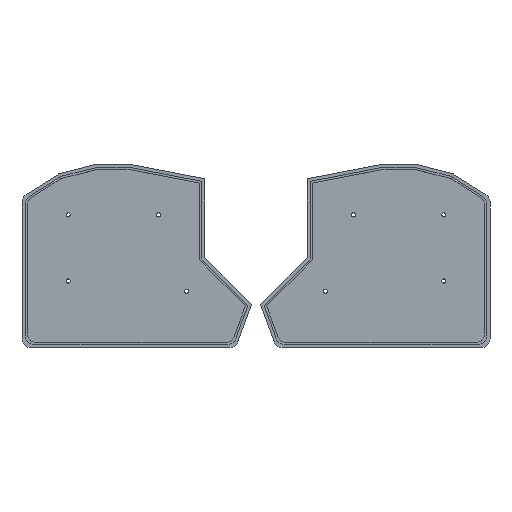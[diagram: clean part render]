
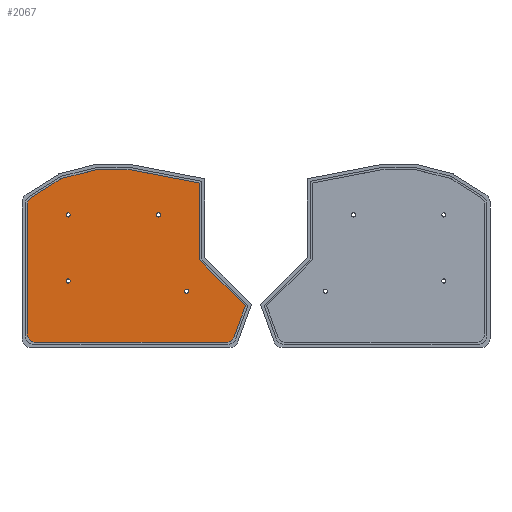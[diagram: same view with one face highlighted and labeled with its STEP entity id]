
A CAD part, top view. The second image highlights one B-rep face of the part: STEP entity #2067.
In plain terms, the highlighted planar face has unit normal (0, 0, 1).
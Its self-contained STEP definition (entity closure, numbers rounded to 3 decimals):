
#26=FACE_BOUND('',#231,.T.);
#27=FACE_BOUND('',#232,.T.);
#28=FACE_BOUND('',#233,.T.);
#29=FACE_BOUND('',#234,.T.);
#48=PLANE('',#2210);
#115=FACE_OUTER_BOUND('',#230,.T.);
#230=EDGE_LOOP('',(#1449,#1450,#1451,#1452,#1453,#1454,#1455,#1456,#1457,
#1458,#1459,#1460,#1461,#1462,#1463));
#231=EDGE_LOOP('',(#1464));
#232=EDGE_LOOP('',(#1465));
#233=EDGE_LOOP('',(#1466));
#234=EDGE_LOOP('',(#1467));
#382=LINE('',#3108,#600);
#385=LINE('',#3116,#603);
#386=LINE('',#3120,#604);
#387=LINE('',#3124,#605);
#388=LINE('',#3128,#606);
#389=LINE('',#3130,#607);
#390=LINE('',#3132,#608);
#391=LINE('',#3134,#609);
#392=LINE('',#3136,#610);
#393=LINE('',#3137,#611);
#600=VECTOR('',#2459,10.);
#603=VECTOR('',#2468,10.);
#604=VECTOR('',#2471,10.);
#605=VECTOR('',#2474,10.);
#606=VECTOR('',#2477,10.);
#607=VECTOR('',#2478,10.);
#608=VECTOR('',#2479,10.);
#609=VECTOR('',#2480,10.);
#610=VECTOR('',#2481,10.);
#611=VECTOR('',#2482,10.);
#805=CIRCLE('',#2206,5.);
#806=CIRCLE('',#2209,5.);
#807=CIRCLE('',#2211,5.);
#808=CIRCLE('',#2212,5.);
#809=CIRCLE('',#2213,5.);
#810=CIRCLE('',#2214,1.2);
#811=CIRCLE('',#2215,1.2);
#812=CIRCLE('',#2216,1.2);
#813=CIRCLE('',#2217,1.2);
#918=VERTEX_POINT('',#3101);
#919=VERTEX_POINT('',#3102);
#920=VERTEX_POINT('',#3107);
#921=VERTEX_POINT('',#3111);
#922=VERTEX_POINT('',#3115);
#923=VERTEX_POINT('',#3117);
#924=VERTEX_POINT('',#3119);
#925=VERTEX_POINT('',#3121);
#926=VERTEX_POINT('',#3123);
#927=VERTEX_POINT('',#3125);
#928=VERTEX_POINT('',#3127);
#929=VERTEX_POINT('',#3129);
#930=VERTEX_POINT('',#3131);
#931=VERTEX_POINT('',#3133);
#932=VERTEX_POINT('',#3135);
#933=VERTEX_POINT('',#3138);
#934=VERTEX_POINT('',#3140);
#935=VERTEX_POINT('',#3142);
#936=VERTEX_POINT('',#3144);
#1124=EDGE_CURVE('',#918,#919,#805,.T.);
#1127=EDGE_CURVE('',#920,#918,#382,.T.);
#1129=EDGE_CURVE('',#921,#920,#806,.T.);
#1131=EDGE_CURVE('',#919,#922,#385,.T.);
#1132=EDGE_CURVE('',#922,#923,#807,.T.);
#1133=EDGE_CURVE('',#923,#924,#386,.T.);
#1134=EDGE_CURVE('',#924,#925,#808,.T.);
#1135=EDGE_CURVE('',#925,#926,#387,.T.);
#1136=EDGE_CURVE('',#926,#927,#809,.T.);
#1137=EDGE_CURVE('',#927,#928,#388,.T.);
#1138=EDGE_CURVE('',#928,#929,#389,.T.);
#1139=EDGE_CURVE('',#929,#930,#390,.T.);
#1140=EDGE_CURVE('',#930,#931,#391,.T.);
#1141=EDGE_CURVE('',#931,#932,#392,.T.);
#1142=EDGE_CURVE('',#932,#921,#393,.T.);
#1143=EDGE_CURVE('',#933,#933,#810,.T.);
#1144=EDGE_CURVE('',#934,#934,#811,.T.);
#1145=EDGE_CURVE('',#935,#935,#812,.T.);
#1146=EDGE_CURVE('',#936,#936,#813,.T.);
#1449=ORIENTED_EDGE('',*,*,#1124,.T.);
#1450=ORIENTED_EDGE('',*,*,#1131,.T.);
#1451=ORIENTED_EDGE('',*,*,#1132,.T.);
#1452=ORIENTED_EDGE('',*,*,#1133,.T.);
#1453=ORIENTED_EDGE('',*,*,#1134,.T.);
#1454=ORIENTED_EDGE('',*,*,#1135,.T.);
#1455=ORIENTED_EDGE('',*,*,#1136,.T.);
#1456=ORIENTED_EDGE('',*,*,#1137,.T.);
#1457=ORIENTED_EDGE('',*,*,#1138,.T.);
#1458=ORIENTED_EDGE('',*,*,#1139,.T.);
#1459=ORIENTED_EDGE('',*,*,#1140,.T.);
#1460=ORIENTED_EDGE('',*,*,#1141,.T.);
#1461=ORIENTED_EDGE('',*,*,#1142,.T.);
#1462=ORIENTED_EDGE('',*,*,#1129,.T.);
#1463=ORIENTED_EDGE('',*,*,#1127,.T.);
#1464=ORIENTED_EDGE('',*,*,#1143,.T.);
#1465=ORIENTED_EDGE('',*,*,#1144,.T.);
#1466=ORIENTED_EDGE('',*,*,#1145,.T.);
#1467=ORIENTED_EDGE('',*,*,#1146,.T.);
#2067=ADVANCED_FACE('',(#115,#26,#27,#28,#29),#48,.T.);
#2206=AXIS2_PLACEMENT_3D('',#3103,#2453,#2454);
#2209=AXIS2_PLACEMENT_3D('',#3112,#2463,#2464);
#2210=AXIS2_PLACEMENT_3D('',#3114,#2466,#2467);
#2211=AXIS2_PLACEMENT_3D('',#3118,#2469,#2470);
#2212=AXIS2_PLACEMENT_3D('',#3122,#2472,#2473);
#2213=AXIS2_PLACEMENT_3D('',#3126,#2475,#2476);
#2214=AXIS2_PLACEMENT_3D('',#3139,#2483,#2484);
#2215=AXIS2_PLACEMENT_3D('',#3141,#2485,#2486);
#2216=AXIS2_PLACEMENT_3D('',#3143,#2487,#2488);
#2217=AXIS2_PLACEMENT_3D('',#3145,#2489,#2490);
#2453=DIRECTION('center_axis',(0.,0.,1.));
#2454=DIRECTION('ref_axis',(-0.393,0.919,0.));
#2459=DIRECTION('',(-0.97,-0.243,0.));
#2463=DIRECTION('center_axis',(0.,0.,1.));
#2464=DIRECTION('ref_axis',(-0.122,0.993,0.));
#2466=DIRECTION('center_axis',(0.,0.,1.));
#2467=DIRECTION('ref_axis',(1.,0.,0.));
#2468=DIRECTION('',(-0.845,-0.534,0.));
#2469=DIRECTION('center_axis',(0.,0.,1.));
#2470=DIRECTION('ref_axis',(-0.876,0.483,0.));
#2471=DIRECTION('',(0.,-1.,0.));
#2472=DIRECTION('center_axis',(0.,0.,1.));
#2473=DIRECTION('ref_axis',(-0.707,-0.707,0.));
#2474=DIRECTION('',(1.,0.,0.));
#2475=DIRECTION('center_axis',(0.,0.,1.));
#2476=DIRECTION('ref_axis',(0.574,-0.819,0.));
#2477=DIRECTION('',(0.342,0.94,0.));
#2478=DIRECTION('',(-0.708,0.707,0.));
#2479=DIRECTION('',(0.,1.,0.));
#2480=DIRECTION('',(-0.982,0.189,0.));
#2481=DIRECTION('',(-0.982,0.189,0.));
#2482=DIRECTION('',(-1.,0.,0.));
#2483=DIRECTION('center_axis',(0.,0.,-1.));
#2484=DIRECTION('ref_axis',(-1.,0.,0.));
#2485=DIRECTION('center_axis',(0.,0.,-1.));
#2486=DIRECTION('ref_axis',(-1.,0.,0.));
#2487=DIRECTION('center_axis',(0.,0.,-1.));
#2488=DIRECTION('ref_axis',(-1.,0.,0.));
#2489=DIRECTION('center_axis',(0.,0.,-1.));
#2490=DIRECTION('ref_axis',(-1.,0.,0.));
#3101=CARTESIAN_POINT('',(-111.12,-18.374,1.6));
#3102=CARTESIAN_POINT('',(-112.577,-18.997,1.6));
#3103=CARTESIAN_POINT('Origin',(-109.907,-23.225,1.6));
#3107=CARTESIAN_POINT('',(-92.22,-13.649,1.6));
#3108=CARTESIAN_POINT('',(-91.623,-13.5,1.6));
#3111=CARTESIAN_POINT('',(-91.008,-13.5,1.6));
#3112=CARTESIAN_POINT('Origin',(-91.008,-18.5,1.6));
#3114=CARTESIAN_POINT('Origin',(-68.783,-63.11,1.6));
#3115=CARTESIAN_POINT('',(-129.17,-29.477,1.6));
#3116=CARTESIAN_POINT('',(-111.898,-18.569,1.6));
#3117=CARTESIAN_POINT('',(-131.5,-33.705,1.6));
#3118=CARTESIAN_POINT('Origin',(-126.5,-33.705,1.6));
#3119=CARTESIAN_POINT('',(-131.5,-107.72,1.6));
#3120=CARTESIAN_POINT('',(-131.5,-30.949,1.6));
#3121=CARTESIAN_POINT('',(-126.5,-112.72,1.6));
#3122=CARTESIAN_POINT('Origin',(-126.5,-107.72,1.6));
#3123=CARTESIAN_POINT('',(-17.206,-112.72,1.6));
#3124=CARTESIAN_POINT('',(-131.5,-112.72,1.6));
#3125=CARTESIAN_POINT('',(-12.508,-109.43,1.6));
#3126=CARTESIAN_POINT('Origin',(-17.206,-107.72,1.6));
#3127=CARTESIAN_POINT('',(-6.065,-91.729,1.6));
#3128=CARTESIAN_POINT('',(-13.705,-112.72,1.6));
#3129=CARTESIAN_POINT('',(-32.5,-65.335,1.6));
#3130=CARTESIAN_POINT('',(-6.065,-91.729,1.6));
#3131=CARTESIAN_POINT('',(-32.5,-21.174,1.6));
#3132=CARTESIAN_POINT('',(-32.5,-65.335,1.6));
#3133=CARTESIAN_POINT('',(-72.311,-13.518,1.6));
#3134=CARTESIAN_POINT('',(-32.5,-21.174,1.6));
#3135=CARTESIAN_POINT('',(-72.405,-13.5,1.6));
#3136=CARTESIAN_POINT('',(-72.311,-13.518,1.6));
#3137=CARTESIAN_POINT('',(-72.405,-13.5,1.6));
#3138=CARTESIAN_POINT('',(-38.664,-83.324,1.6));
#3139=CARTESIAN_POINT('Origin',(-39.864,-83.324,1.6));
#3140=CARTESIAN_POINT('',(-106.8,-77.5,1.6));
#3141=CARTESIAN_POINT('Origin',(-108.,-77.5,1.6));
#3142=CARTESIAN_POINT('',(-54.8,-39.5,1.6));
#3143=CARTESIAN_POINT('Origin',(-56.,-39.5,1.6));
#3144=CARTESIAN_POINT('',(-106.8,-39.5,1.6));
#3145=CARTESIAN_POINT('Origin',(-108.,-39.5,1.6));
